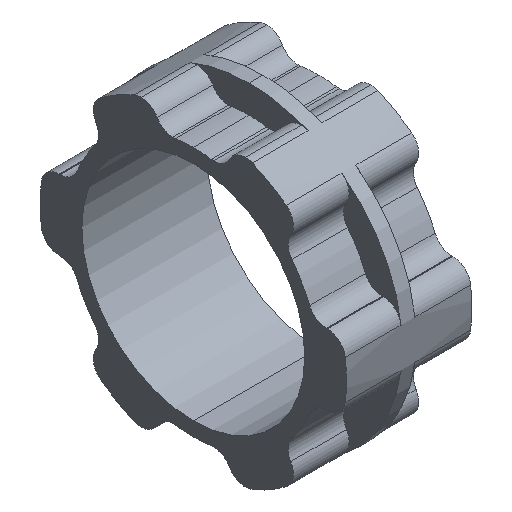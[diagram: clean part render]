
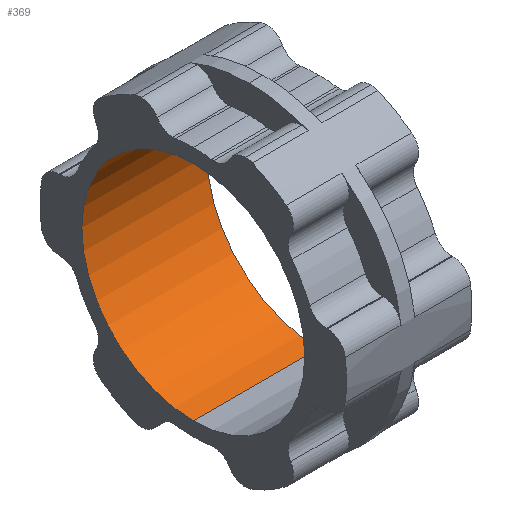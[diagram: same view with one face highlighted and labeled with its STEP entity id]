
A CAD part, isometric view. The second image highlights one B-rep face of the part: STEP entity #369.
In plain terms, the highlighted cylindrical face has radius 12.7 mm (diameter 25.4 mm), a partial arc.
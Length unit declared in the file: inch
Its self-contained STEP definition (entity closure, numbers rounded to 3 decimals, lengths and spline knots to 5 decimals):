
#19 = VERTEX_POINT ( 'NONE', #1057 ) ;
#52 = ORIENTED_EDGE ( 'NONE', *, *, #670, .F. ) ;
#190 = EDGE_LOOP ( 'NONE', ( #52, #922, #1370, #707 ) ) ;
#333 = CYLINDRICAL_SURFACE ( 'NONE', #853, 0.5 ) ;
#369 = ADVANCED_FACE ( 'NONE', ( #2120 ), #333, .F. ) ;
#577 = CARTESIAN_POINT ( 'NONE',  ( 0.28125, 0., 0. ) ) ;
#670 = EDGE_CURVE ( 'NONE', #2101, #2584, #1161, .T. ) ;
#707 = ORIENTED_EDGE ( 'NONE', *, *, #749, .F. ) ;
#749 = EDGE_CURVE ( 'NONE', #2584, #19, #3319, .T. ) ;
#826 = CARTESIAN_POINT ( 'NONE',  ( 0.28125, 0., 0.5 ) ) ;
#853 = AXIS2_PLACEMENT_3D ( 'NONE', #577, #2645, #1357 ) ;
#922 = ORIENTED_EDGE ( 'NONE', *, *, #3304, .T. ) ;
#938 = AXIS2_PLACEMENT_3D ( 'NONE', #1019, #2891, #3136 ) ;
#1019 = CARTESIAN_POINT ( 'NONE',  ( 0.28125, 0., 0. ) ) ;
#1057 = CARTESIAN_POINT ( 'NONE',  ( -0.28125, 0., 0.5 ) ) ;
#1161 = LINE ( 'NONE', #3239, #1683 ) ;
#1211 = CARTESIAN_POINT ( 'NONE',  ( -0.28125, 0., 0. ) ) ;
#1248 = CARTESIAN_POINT ( 'NONE',  ( 0.28125, 0., 0.5 ) ) ;
#1329 = VECTOR ( 'NONE', #1673, 39.37008 ) ;
#1357 = DIRECTION ( 'NONE',  ( 0., 0., 1. ) ) ;
#1370 = ORIENTED_EDGE ( 'NONE', *, *, #3193, .T. ) ;
#1518 = LINE ( 'NONE', #1248, #1329 ) ;
#1673 = DIRECTION ( 'NONE',  ( -1., 0., 0. ) ) ;
#1683 = VECTOR ( 'NONE', #2484, 39.37008 ) ;
#2019 = DIRECTION ( 'NONE',  ( 0., 0., -1. ) ) ;
#2084 = CIRCLE ( 'NONE', #938, 0.5 ) ;
#2101 = VERTEX_POINT ( 'NONE', #3135 ) ;
#2115 = AXIS2_PLACEMENT_3D ( 'NONE', #1211, #3027, #2019 ) ;
#2120 = FACE_OUTER_BOUND ( 'NONE', #190, .T. ) ;
#2484 = DIRECTION ( 'NONE',  ( -1., 0., 0. ) ) ;
#2584 = VERTEX_POINT ( 'NONE', #2967 ) ;
#2645 = DIRECTION ( 'NONE',  ( -1., 0., 0. ) ) ;
#2891 = DIRECTION ( 'NONE',  ( 1., 0., 0. ) ) ;
#2967 = CARTESIAN_POINT ( 'NONE',  ( -0.28125, 0., -0.5 ) ) ;
#3027 = DIRECTION ( 'NONE',  ( 1., 0., 0. ) ) ;
#3135 = CARTESIAN_POINT ( 'NONE',  ( 0.28125, 0., -0.5 ) ) ;
#3136 = DIRECTION ( 'NONE',  ( 0., 0., -1. ) ) ;
#3193 = EDGE_CURVE ( 'NONE', #3359, #19, #1518, .T. ) ;
#3239 = CARTESIAN_POINT ( 'NONE',  ( 0.28125, 0., -0.5 ) ) ;
#3304 = EDGE_CURVE ( 'NONE', #2101, #3359, #2084, .T. ) ;
#3319 = CIRCLE ( 'NONE', #2115, 0.5 ) ;
#3359 = VERTEX_POINT ( 'NONE', #826 ) ;
